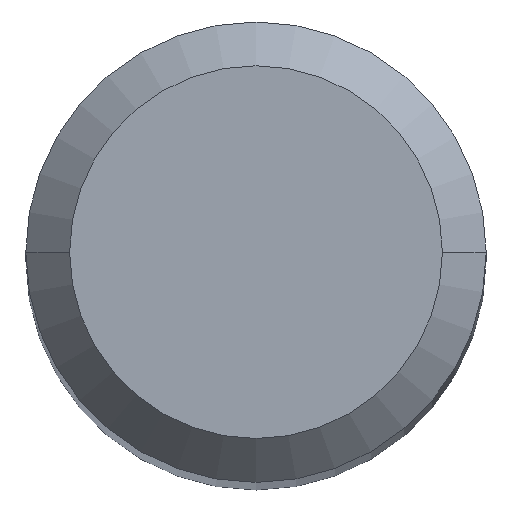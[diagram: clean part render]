
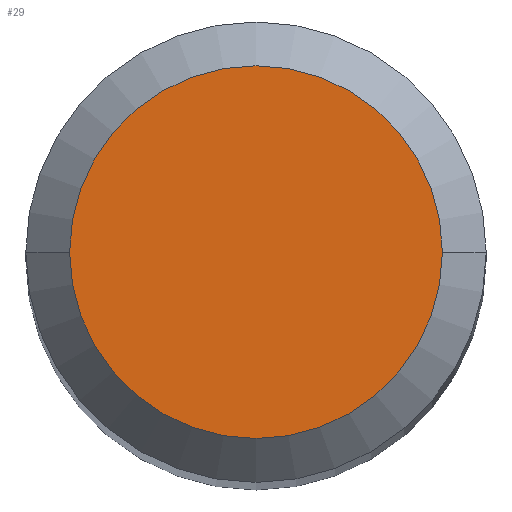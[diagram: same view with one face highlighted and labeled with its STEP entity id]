
A CAD part, top view. The second image highlights one B-rep face of the part: STEP entity #29.
In plain terms, the highlighted planar face has unit normal (0, 0, 1).
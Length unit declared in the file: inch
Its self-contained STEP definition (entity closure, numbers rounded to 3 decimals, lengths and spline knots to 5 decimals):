
#8 = DIRECTION ( 'NONE',  ( 0., 0., 1. ) ) ;
#29 = ADVANCED_FACE ( 'NONE', ( #61 ), #209, .T. ) ;
#38 = CIRCLE ( 'NONE', #151, 0.06374 ) ;
#39 = EDGE_LOOP ( 'NONE', ( #47, #184 ) ) ;
#47 = ORIENTED_EDGE ( 'NONE', *, *, #200, .T. ) ;
#61 = FACE_OUTER_BOUND ( 'NONE', #39, .T. ) ;
#73 = CIRCLE ( 'NONE', #195, 0.06374 ) ;
#106 = DIRECTION ( 'NONE',  ( 1., 0., 0. ) ) ;
#121 = EDGE_CURVE ( 'NONE', #270, #258, #38, .T. ) ;
#142 = CARTESIAN_POINT ( 'NONE',  ( 0.06374, 0., 1.9685 ) ) ;
#150 = CARTESIAN_POINT ( 'NONE',  ( 0., 0., 1.9685 ) ) ;
#151 = AXIS2_PLACEMENT_3D ( 'NONE', #220, #8, #325 ) ;
#184 = ORIENTED_EDGE ( 'NONE', *, *, #121, .T. ) ;
#188 = AXIS2_PLACEMENT_3D ( 'NONE', #150, #261, #373 ) ;
#195 = AXIS2_PLACEMENT_3D ( 'NONE', #247, #357, #106 ) ;
#200 = EDGE_CURVE ( 'NONE', #258, #270, #73, .T. ) ;
#209 = PLANE ( 'NONE',  #188 ) ;
#220 = CARTESIAN_POINT ( 'NONE',  ( 0., 0., 1.9685 ) ) ;
#247 = CARTESIAN_POINT ( 'NONE',  ( 0., 0., 1.9685 ) ) ;
#258 = VERTEX_POINT ( 'NONE', #279 ) ;
#261 = DIRECTION ( 'NONE',  ( 0., 0., 1. ) ) ;
#270 = VERTEX_POINT ( 'NONE', #142 ) ;
#279 = CARTESIAN_POINT ( 'NONE',  ( -0.06374, 0., 1.9685 ) ) ;
#325 = DIRECTION ( 'NONE',  ( 1., 0., 0. ) ) ;
#357 = DIRECTION ( 'NONE',  ( 0., 0., 1. ) ) ;
#373 = DIRECTION ( 'NONE',  ( 1., 0., 0. ) ) ;
